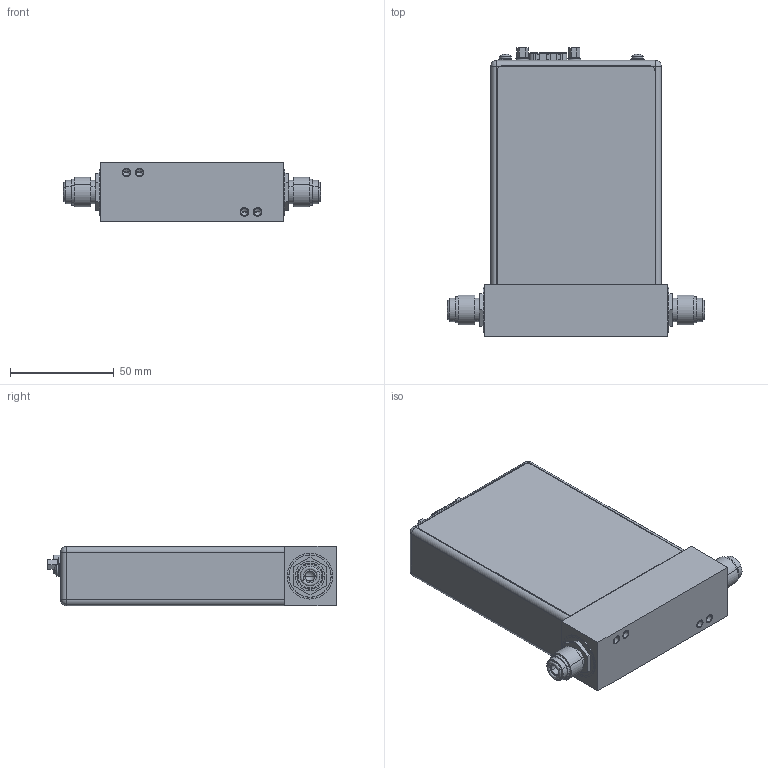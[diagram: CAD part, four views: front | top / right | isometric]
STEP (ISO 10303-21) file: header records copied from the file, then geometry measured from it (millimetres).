
FILE_DESCRIPTION((''),'2;1');
FILE_NAME('1054550_FINAL_ASSY_9-PIN_ASM','2015-09-24T',('cockrofm'),(''),'PRO/ENGINEER BY PARAMETRIC TECHNOLOGY CORPORATION, 2011490','PRO/ENGINEER BY PARAMETRIC TECHNOLOGY CORPORATION, 2011490','');
FILE_SCHEMA(('CONFIG_CONTROL_DESIGN'));
Length unit declared in the file: inch
Products named in the file (21): 1054884_FLOWBODY; 133140_4VCR_FITTING; 1055743_PWB; 171-009-113; SQT-PIN; SQT-PIN_AF0; SQT-CASE_AF4; SQT-PIN_AF1; SQT-125-01-X-S-RA_ANY_ASM_AF0_ASM; 1046431_10-PIN_HEADER_ASM; 1046651_20-PIN_CONN_ASM; 1037026_PUSH-BUTTON; 1041885_LED; 1055744_CCA_ASSY_ASM; 1011702-002_4-40_PAN-HD-SEMS; 1055778_ENCLOSURE; 1055836-001; 185-3740; 1016309-003; 1054563_LABEL_FRT; 1054550_FINAL_ASSY_9-PIN_ASM
Assembly tree (35 placements, depth 6):
  1054550_FINAL_ASSY_9-PIN_ASM
    1054884_FLOWBODY
    133140_4VCR_FITTING  x2
    1055744_CCA_ASSY_ASM
      1055743_PWB
      171-009-113
      1046651_20-PIN_CONN_ASM
        1046431_10-PIN_HEADER_ASM  x2
          SQT-125-01-X-S-RA_ANY_ASM_AF0_ASM
            SQT-PIN  x10
            SQT-PIN_AF0
            SQT-CASE_AF4
            SQT-PIN_AF1
      1037026_PUSH-BUTTON
      1041885_LED
    1011702-002_4-40_PAN-HD-SEMS  x3
    1055778_ENCLOSURE
    1055836-001
    185-3740  x2
    1016309-003  x2
    1054563_LABEL_FRT
Bounding box: 123.95 x 139.19 x 28.68 mm (x, y, z)
Volume: 85922.8 mm3; surface area: 95818.4 mm2
Topology: 39 solids, 53 shells, 2641 faces, 7070 edges, 4590 vertices
Faces by surface type: plane 1814, cylinder 623, bspline 73, cone 50, torus 37, extrusion 24, sphere 20
Entity records: 39306 total; most frequent: CARTESIAN_POINT 8636, DIRECTION 6249, ORIENTED_EDGE 6184, EDGE_CURVE 3116, VECTOR 2309, LINE 2285, VERTEX_POINT 2007, AXIS2_PLACEMENT_3D 1970
